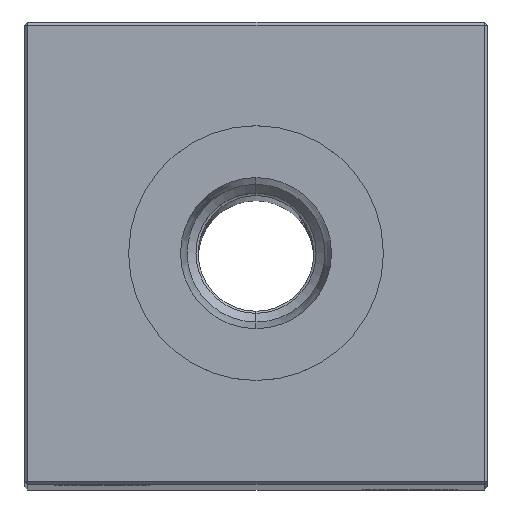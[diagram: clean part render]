
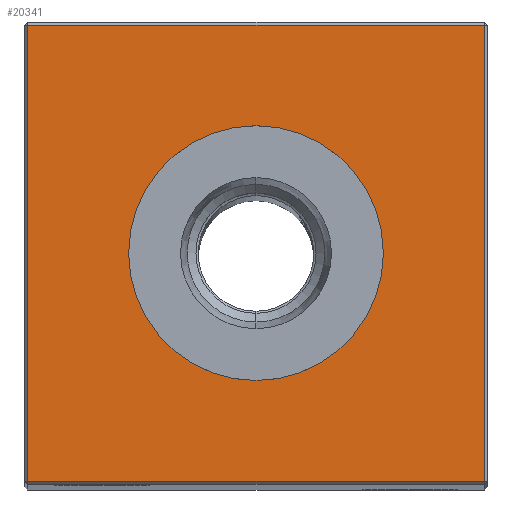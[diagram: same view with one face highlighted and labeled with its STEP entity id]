
A CAD part, top view. The second image highlights one B-rep face of the part: STEP entity #20341.
In plain terms, the highlighted planar face has unit normal (0, 0, 1).
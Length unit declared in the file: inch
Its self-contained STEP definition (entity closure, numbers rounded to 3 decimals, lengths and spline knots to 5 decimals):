
#30 = PLANE ( 'NONE',  #17367 ) ;
#356 = VERTEX_POINT ( 'NONE', #13780 ) ;
#471 = CARTESIAN_POINT ( 'NONE',  ( 0., -0.74, 10.75 ) ) ;
#530 = CIRCLE ( 'NONE', #14811, 0.41339 ) ;
#967 = EDGE_CURVE ( 'NONE', #10162, #19342, #6777, .T. ) ;
#2012 = EDGE_CURVE ( 'NONE', #22619, #24861, #530, .T. ) ;
#2403 = EDGE_CURVE ( 'NONE', #356, #10162, #11193, .T. ) ;
#3613 = DIRECTION ( 'NONE',  ( -1., 0., 0. ) ) ;
#4379 = EDGE_CURVE ( 'NONE', #19342, #23972, #13786, .T. ) ;
#5331 = EDGE_CURVE ( 'NONE', #23972, #356, #5972, .T. ) ;
#5839 = CARTESIAN_POINT ( 'NONE',  ( 0., 0., 10.75 ) ) ;
#5972 = LINE ( 'NONE', #471, #15350 ) ;
#6777 = LINE ( 'NONE', #16263, #21900 ) ;
#9518 = ORIENTED_EDGE ( 'NONE', *, *, #2012, .T. ) ;
#9686 = DIRECTION ( 'NONE',  ( 0., 0., -1. ) ) ;
#9708 = EDGE_LOOP ( 'NONE', ( #20720, #9518 ) ) ;
#9812 = DIRECTION ( 'NONE',  ( 0., -1., 0. ) ) ;
#10162 = VERTEX_POINT ( 'NONE', #13854 ) ;
#10950 = CARTESIAN_POINT ( 'NONE',  ( -0.74, -0.74, 10.75 ) ) ;
#11070 = DIRECTION ( 'NONE',  ( 0., 1., 0. ) ) ;
#11125 = ORIENTED_EDGE ( 'NONE', *, *, #5331, .T. ) ;
#11193 = LINE ( 'NONE', #23179, #22944 ) ;
#11320 = VECTOR ( 'NONE', #9812, 39.37008 ) ;
#13076 = FACE_BOUND ( 'NONE', #9708, .T. ) ;
#13567 = CIRCLE ( 'NONE', #23325, 0.41339 ) ;
#13780 = CARTESIAN_POINT ( 'NONE',  ( 0.74, -0.74, 10.75 ) ) ;
#13786 = LINE ( 'NONE', #19538, #11320 ) ;
#13788 = DIRECTION ( 'NONE',  ( 1., 0., 0. ) ) ;
#13854 = CARTESIAN_POINT ( 'NONE',  ( 0.74, 0.74, 10.75 ) ) ;
#13944 = EDGE_LOOP ( 'NONE', ( #18660, #11125, #22577, #20878 ) ) ;
#14078 = CARTESIAN_POINT ( 'NONE',  ( -0.74, 0.74, 10.75 ) ) ;
#14328 = DIRECTION ( 'NONE',  ( -1., 0., 0. ) ) ;
#14811 = AXIS2_PLACEMENT_3D ( 'NONE', #5839, #22828, #23208 ) ;
#15047 = CARTESIAN_POINT ( 'NONE',  ( 0., 0.41339, 10.75 ) ) ;
#15350 = VECTOR ( 'NONE', #13788, 39.37008 ) ;
#16263 = CARTESIAN_POINT ( 'NONE',  ( 0., 0.74, 10.75 ) ) ;
#17367 = AXIS2_PLACEMENT_3D ( 'NONE', #24924, #21368, #3613 ) ;
#17550 = FACE_OUTER_BOUND ( 'NONE', #13944, .T. ) ;
#17610 = DIRECTION ( 'NONE',  ( -1., 0., 0. ) ) ;
#18660 = ORIENTED_EDGE ( 'NONE', *, *, #4379, .T. ) ;
#18852 = EDGE_CURVE ( 'NONE', #24861, #22619, #13567, .T. ) ;
#19342 = VERTEX_POINT ( 'NONE', #14078 ) ;
#19396 = CARTESIAN_POINT ( 'NONE',  ( 0., 0., 10.75 ) ) ;
#19538 = CARTESIAN_POINT ( 'NONE',  ( -0.74, 0., 10.75 ) ) ;
#20341 = ADVANCED_FACE ( 'NONE', ( #17550, #13076 ), #30, .F. ) ;
#20681 = CARTESIAN_POINT ( 'NONE',  ( 0., -0.41339, 10.75 ) ) ;
#20720 = ORIENTED_EDGE ( 'NONE', *, *, #18852, .T. ) ;
#20878 = ORIENTED_EDGE ( 'NONE', *, *, #967, .T. ) ;
#21368 = DIRECTION ( 'NONE',  ( 0., 0., -1. ) ) ;
#21900 = VECTOR ( 'NONE', #14328, 39.37008 ) ;
#22577 = ORIENTED_EDGE ( 'NONE', *, *, #2403, .T. ) ;
#22619 = VERTEX_POINT ( 'NONE', #20681 ) ;
#22828 = DIRECTION ( 'NONE',  ( 0., 0., -1. ) ) ;
#22944 = VECTOR ( 'NONE', #11070, 39.37008 ) ;
#23179 = CARTESIAN_POINT ( 'NONE',  ( 0.74, 0., 10.75 ) ) ;
#23208 = DIRECTION ( 'NONE',  ( -1., 0., 0. ) ) ;
#23325 = AXIS2_PLACEMENT_3D ( 'NONE', #19396, #9686, #17610 ) ;
#23972 = VERTEX_POINT ( 'NONE', #10950 ) ;
#24861 = VERTEX_POINT ( 'NONE', #15047 ) ;
#24924 = CARTESIAN_POINT ( 'NONE',  ( 0., 0., 10.75 ) ) ;
